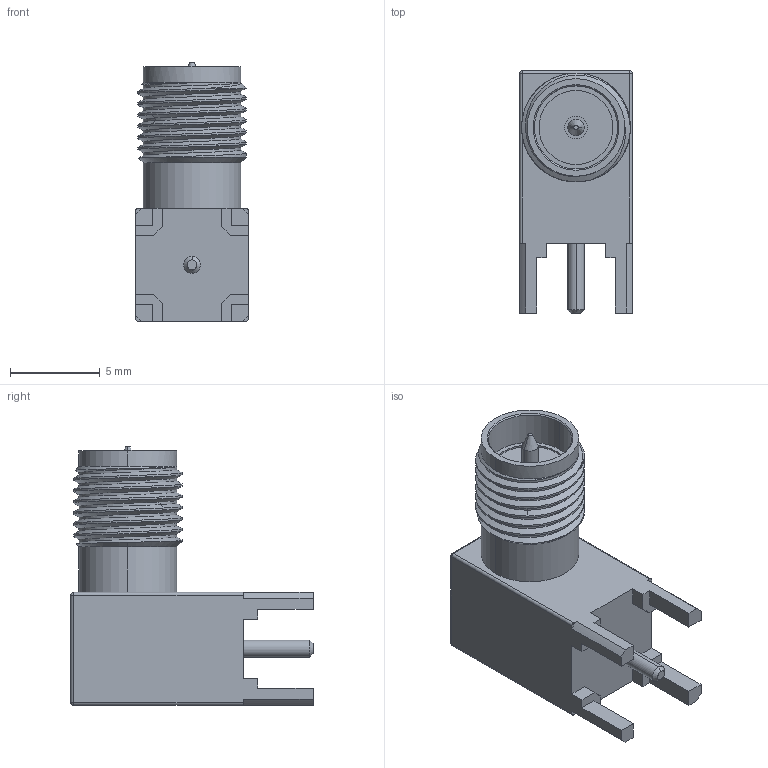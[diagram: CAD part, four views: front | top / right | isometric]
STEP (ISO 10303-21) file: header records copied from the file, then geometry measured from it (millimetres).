
FILE_DESCRIPTION((''),'2;1');
FILE_NAME('C-2016504-1','2017-07-13T',('workeradm'),('Tyco Electronics Ltd.'),'CREO PARAMETRIC BY PTC INC, 2016050','CREO PARAMETRIC BY PTC INC, 2016050','');
FILE_SCHEMA(('AUTOMOTIVE_DESIGN { 1 0 10303 214 1 1 1 1 }'));
Length unit declared in the file: millimetre
Products named in the file (1): C-2016504-1
Bounding box: 6.3 x 13.53 x 14.43 mm (x, y, z)
Volume: 564.4 mm3; surface area: 610 mm2
Topology: 1 solids, 1 shells, 105 faces, 263 edges, 166 vertices
Faces by surface type: cylinder 42, plane 41, cone 10, bspline 8, sphere 4
Entity records: 6327 total; most frequent: CARTESIAN_POINT 3683, ORIENTED_EDGE 526, DIRECTION 490, EDGE_CURVE 263, AXIS2_PLACEMENT_3D 168, VERTEX_POINT 166, VECTOR 154, LINE 154
